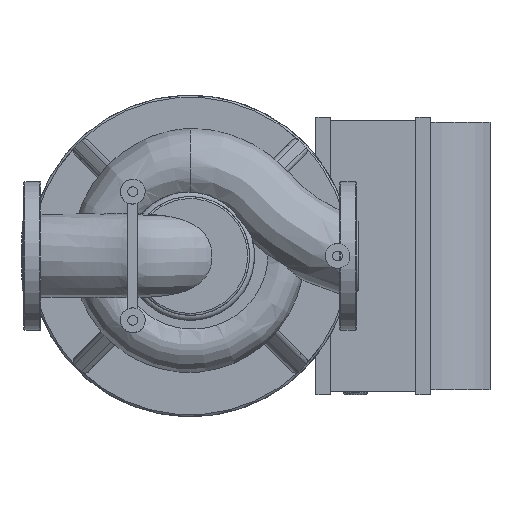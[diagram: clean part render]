
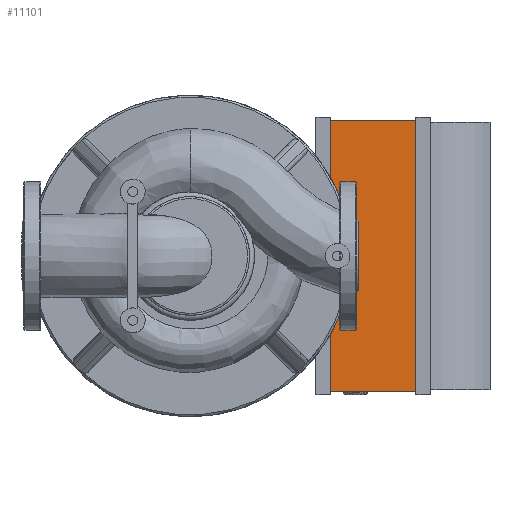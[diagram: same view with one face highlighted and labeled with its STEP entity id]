
A CAD part, front view. The second image highlights one B-rep face of the part: STEP entity #11101.
In plain terms, the highlighted planar face has unit normal (0, -1, 0).
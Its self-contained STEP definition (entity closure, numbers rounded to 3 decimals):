
#1027=LINE($,#25321,#1975);
#1059=LINE($,#25400,#2007);
#1060=LINE($,#25402,#2008);
#1061=LINE($,#25403,#2009);
#1975=VECTOR($,#15184,86.);
#2007=VECTOR($,#15256,274.);
#2008=VECTOR($,#15257,86.);
#2009=VECTOR($,#15258,274.);
#2538=PLANE($,#12255);
#3296=FACE_OUTER_BOUND($,#4073,.T.);
#4073=EDGE_LOOP($,(#10034,#10035,#10036,#10037));
#5548=VERTEX_POINT($,#25318);
#5549=VERTEX_POINT($,#25320);
#5576=VERTEX_POINT($,#25399);
#5577=VERTEX_POINT($,#25401);
#7047=EDGE_CURVE($,#5549,#5548,#1027,.T.);
#7085=EDGE_CURVE($,#5576,#5548,#1059,.T.);
#7086=EDGE_CURVE($,#5576,#5577,#1060,.T.);
#7087=EDGE_CURVE($,#5577,#5549,#1061,.T.);
#10034=ORIENTED_EDGE($,*,*,#7047,.T.);
#10035=ORIENTED_EDGE($,*,*,#7085,.F.);
#10036=ORIENTED_EDGE($,*,*,#7086,.T.);
#10037=ORIENTED_EDGE($,*,*,#7087,.T.);
#11101=ADVANCED_FACE($,(#3296),#2538,.T.);
#12255=AXIS2_PLACEMENT_3D($,#25398,#15254,#15255);
#15184=DIRECTION($,(1.,0.,0.));
#15254=DIRECTION('center_axis',(0.,-1.,0.));
#15255=DIRECTION('ref_axis',(0.,0.,-1.));
#15256=DIRECTION($,(0.,0.,-1.));
#15257=DIRECTION($,(-1.,0.,0.));
#15258=DIRECTION($,(0.,0.,-1.));
#25318=CARTESIAN_POINT('',(398.,280.,-137.));
#25320=CARTESIAN_POINT('',(312.,280.,-137.));
#25321=CARTESIAN_POINT($,(376.5,280.,-137.));
#25398=CARTESIAN_POINT('Origin',(398.,280.,0.));
#25399=CARTESIAN_POINT('',(398.,280.,137.));
#25400=CARTESIAN_POINT($,(398.,280.,0.));
#25401=CARTESIAN_POINT('',(312.,280.,137.));
#25402=CARTESIAN_POINT($,(376.5,280.,137.));
#25403=CARTESIAN_POINT($,(312.,280.,0.));
